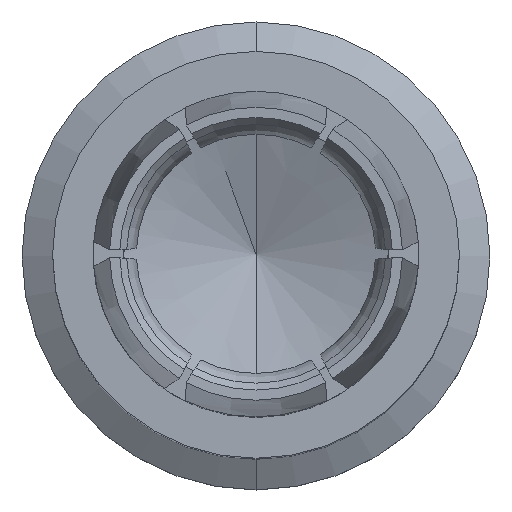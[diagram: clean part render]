
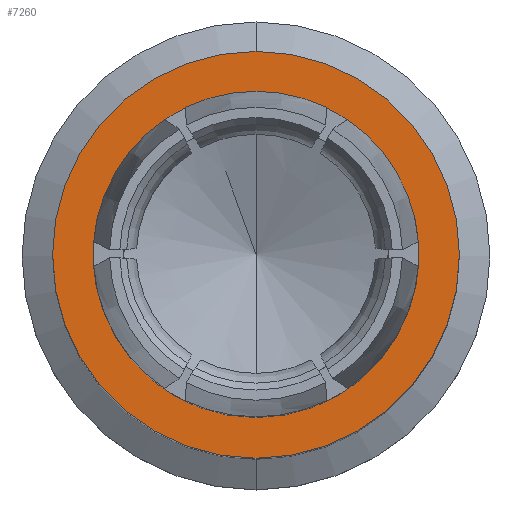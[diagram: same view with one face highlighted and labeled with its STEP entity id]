
A CAD part, top view. The second image highlights one B-rep face of the part: STEP entity #7260.
In plain terms, the highlighted planar face has unit normal (0, 0, 1).
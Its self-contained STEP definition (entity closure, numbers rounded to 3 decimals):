
#2000=CARTESIAN_POINT('',(4.968,19.234,16.2));
#2010=VERTEX_POINT('',#2000);
#3380=CARTESIAN_POINT('',(4.968,9.234,16.2));
#3390=VERTEX_POINT('',#3380);
#3420=CARTESIAN_POINT('',(4.968,14.234,16.2));
#3430=DIRECTION('',(0.,0.,-1.));
#3440=DIRECTION('',(1.,0.,0.));
#3450=AXIS2_PLACEMENT_3D('',#3420,#3430,#3440);
#3460=CIRCLE('',#3450,5.);
#3470=CARTESIAN_POINT('',(9.968,14.234,16.2));
#3480=VERTEX_POINT('',#3470);
#3490=EDGE_CURVE('',#3480,#3390,#3460,.T.);
#3510=EDGE_CURVE('',#2010,#3480,#3460,.T.);
#6960=CARTESIAN_POINT('',(9.982,11.339,16.2));
#6970=DIRECTION('',(0.,0.,1.));
#6980=DIRECTION('',(0.5,0.866,
0.));
#6990=AXIS2_PLACEMENT_3D('',#6960,#6970,#6980);
#7000=PLANE('',#6990);
#7010=CARTESIAN_POINT('',(4.968,14.234,16.2));
#7020=DIRECTION('',(0.,0.,1.));
#7030=DIRECTION('',(0.866,0.5,0.));
#7040=AXIS2_PLACEMENT_3D('',#7010,#7020,#7030);
#7050=CIRCLE('',#7040,4.);
#7060=CARTESIAN_POINT('',(8.432,12.234,16.2));
#7070=VERTEX_POINT('',#7060);
#7080=CARTESIAN_POINT('',(8.432,16.234,16.2));
#7090=VERTEX_POINT('',#7080);
#7100=EDGE_CURVE('',#7070,#7090,#7050,.T.);
#7110=ORIENTED_EDGE('',*,*,#7100,.F.);
#7120=CARTESIAN_POINT('',(1.504,12.234,16.2));
#7130=VERTEX_POINT('',#7120);
#7140=EDGE_CURVE('',#7090,#7130,#7050,.T.);
#7150=ORIENTED_EDGE('',*,*,#7140,.F.);
#7160=EDGE_CURVE('',#7130,#7070,#7050,.T.);
#7170=ORIENTED_EDGE('',*,*,#7160,.F.);
#7180=EDGE_LOOP('',(#7170,#7150,#7110));
#7190=FACE_BOUND('',#7180,.T.);
#7200=ORIENTED_EDGE('',*,*,#3490,.F.);
#7210=EDGE_CURVE('',#3390,#2010,#3460,.T.);
#7220=ORIENTED_EDGE('',*,*,#7210,.F.);
#7230=ORIENTED_EDGE('',*,*,#3510,.F.);
#7240=EDGE_LOOP('',(#7230,#7220,#7200));
#7250=FACE_OUTER_BOUND('',#7240,.T.);
#7260=ADVANCED_FACE('',(#7190,#7250),#7000,.T.);
